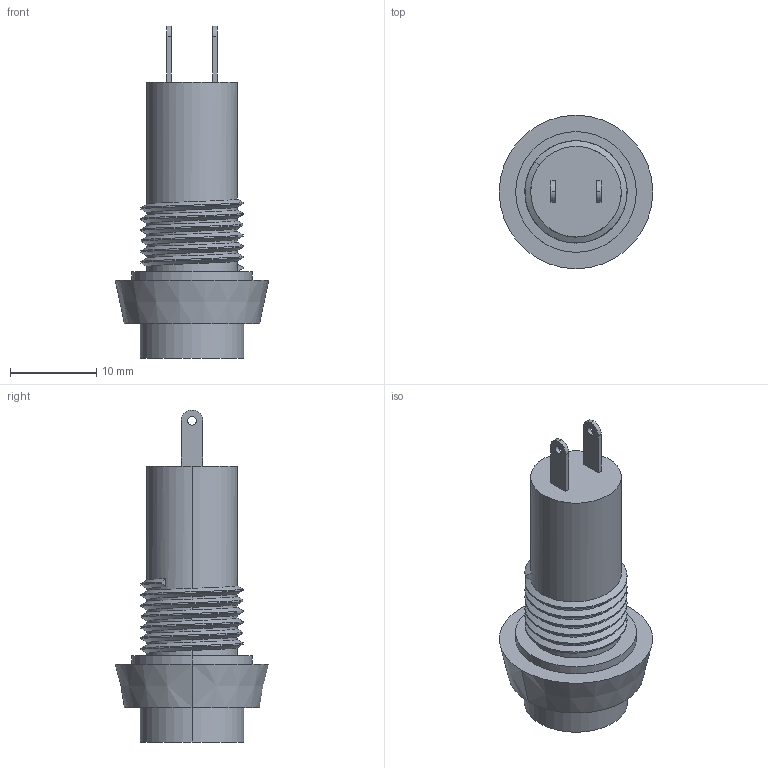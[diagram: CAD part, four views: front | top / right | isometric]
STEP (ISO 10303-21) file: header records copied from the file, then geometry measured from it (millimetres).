
FILE_DESCRIPTION (( 'STEP AP203' ), '1' );
FILE_NAME ('DC185-IC185-12mm button-RED.STEP', '2023-05-30T06:37:41', ( '' ), ( '' ), 'SwSTEP 2.0', 'SolidWorks 2021', '' );
FILE_SCHEMA (( 'CONFIG_CONTROL_DESIGN' ));
Length unit declared in the file: millimetre
Products named in the file (1): DC185-IC185-12mm button-RED
Bounding box: 17.8 x 17.8 x 38.5 mm (x, y, z)
Volume: 3708.8 mm3; surface area: 1896.4 mm2
Topology: 1 solids, 1 shells, 46 faces, 114 edges, 75 vertices
Faces by surface type: cylinder 26, plane 15, bspline 3, cone 2
Entity records: 2407 total; most frequent: CARTESIAN_POINT 1302, ORIENTED_EDGE 228, DIRECTION 199, EDGE_CURVE 114, AXIS2_PLACEMENT_3D 76, VERTEX_POINT 75, EDGE_LOOP 55, VECTOR 47
